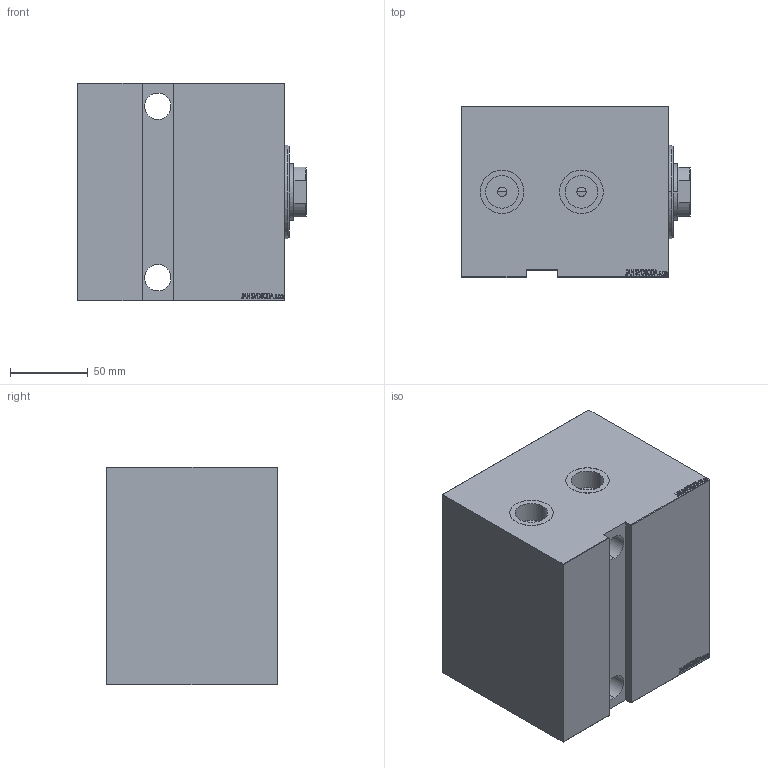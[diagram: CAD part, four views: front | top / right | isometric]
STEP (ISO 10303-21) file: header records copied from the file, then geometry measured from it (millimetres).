
FILE_DESCRIPTION (( 'STEP AP203' ), '1' );
FILE_NAME ('919e.STEP', '2022-04-17T15:59:42', ( '' ), ( '' ), 'SwSTEP 2.0', 'SolidWorks 2019', '' );
FILE_SCHEMA (( 'CONFIG_CONTROL_DESIGN' ));
Length unit declared in the file: millimetre
Products named in the file (4): V450CP_E ae51fb36b7439bdabcc26b86779d16a2; 919e; V450CP_B_VCP ae51fb36b7439bdabcc26b86779d16a2; V450CP_VC_B ae51fb36b7439bdabcc26b86779d16a2
Assembly tree (3 placements, depth 2):
  919e
    V450CP_E ae51fb36b7439bdabcc26b86779d16a2
    V450CP_B_VCP ae51fb36b7439bdabcc26b86779d16a2
    V450CP_VC_B ae51fb36b7439bdabcc26b86779d16a2
Bounding box: 147 x 110 x 140 mm (x, y, z)
Volume: 1881650.7 mm3; surface area: 206185.9 mm2
Topology: 3 solids, 3 shells, 872 faces, 2232 edges, 1477 vertices
Faces by surface type: plane 414, bspline 380, cylinder 60, cone 18
Entity records: 43652 total; most frequent: CARTESIAN_POINT 24573, ORIENTED_EDGE 4460, DIRECTION 2586, EDGE_CURVE 2230, VERTEX_POINT 1477, LINE 1326, VECTOR 1326, EDGE_LOOP 995
